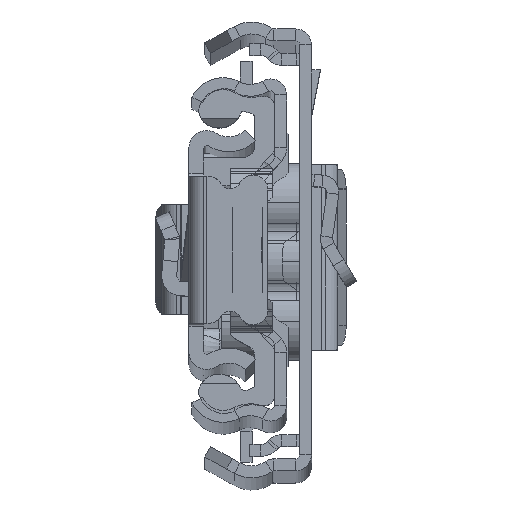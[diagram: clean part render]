
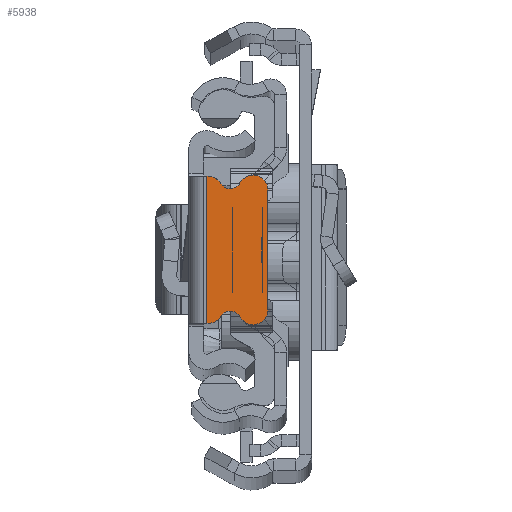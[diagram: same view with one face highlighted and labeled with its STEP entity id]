
A CAD part, top view. The second image highlights one B-rep face of the part: STEP entity #5938.
In plain terms, the highlighted planar face has unit normal (0, 0, 1).
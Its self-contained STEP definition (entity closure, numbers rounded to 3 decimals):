
#1210 = AXIS2_PLACEMENT_3D ( 'NONE', #14480, #2524, #16764 ) ;
#1552 = EDGE_CURVE ( 'NONE', #21295, #19539, #16740, .T. ) ;
#1696 = CARTESIAN_POINT ( 'NONE',  ( -7.929, -6., 0. ) ) ;
#2524 = DIRECTION ( 'NONE',  ( 0., 0., -1. ) ) ;
#2686 = DIRECTION ( 'NONE',  ( 0., 0., 1. ) ) ;
#2875 = CARTESIAN_POINT ( 'NONE',  ( 694.071, 0., 0. ) ) ;
#2881 = EDGE_CURVE ( 'NONE', #3731, #16966, #22037, .T. ) ;
#2935 = EDGE_CURVE ( 'NONE', #5604, #5233, #18338, .T. ) ;
#2938 = CARTESIAN_POINT ( 'NONE',  ( -1.929, 5.87, 0. ) ) ;
#3060 = CARTESIAN_POINT ( 'NONE',  ( -3.206, 6.658, 0. ) ) ;
#3102 = AXIS2_PLACEMENT_3D ( 'NONE', #2875, #6759, #14969 ) ;
#3268 = ORIENTED_EDGE ( 'NONE', *, *, #6327, .T. ) ;
#3346 = CARTESIAN_POINT ( 'NONE',  ( -6.429, 6., 0. ) ) ;
#3731 = VERTEX_POINT ( 'NONE', #14836 ) ;
#3878 = VECTOR ( 'NONE', #15752, 1000. ) ;
#4305 = CARTESIAN_POINT ( 'NONE',  ( -1.929, -5.87, 0. ) ) ;
#4567 = DIRECTION ( 'NONE',  ( 1., 0., 0. ) ) ;
#5233 = VERTEX_POINT ( 'NONE', #12379 ) ;
#5339 = DIRECTION ( 'NONE',  ( 0., 0., 1. ) ) ;
#5604 = VERTEX_POINT ( 'NONE', #7316 ) ;
#5885 = ORIENTED_EDGE ( 'NONE', *, *, #2935, .T. ) ;
#5938 = ADVANCED_FACE ( 'NONE', ( #14581 ), #21148, .T. ) ;
#6327 = EDGE_CURVE ( 'NONE', #14915, #14401, #6565, .T. ) ;
#6565 = CIRCLE ( 'NONE', #8255, 1.5 ) ;
#6759 = DIRECTION ( 'NONE',  ( 0., 0., 1. ) ) ;
#6839 = DIRECTION ( 'NONE',  ( 1., 0., 0. ) ) ;
#7316 = CARTESIAN_POINT ( 'NONE',  ( -3.206, -6.658, 0. ) ) ;
#7326 = DIRECTION ( 'NONE',  ( -1., 0., 0. ) ) ;
#8039 = VERTEX_POINT ( 'NONE', #16605 ) ;
#8255 = AXIS2_PLACEMENT_3D ( 'NONE', #2938, #17974, #15423 ) ;
#8577 = CARTESIAN_POINT ( 'NONE',  ( -1.929, 7.37, 0. ) ) ;
#8838 = CARTESIAN_POINT ( 'NONE',  ( -1.929, 7.37, 0. ) ) ;
#9871 = DIRECTION ( 'NONE',  ( -1., 0., 0. ) ) ;
#10043 = CARTESIAN_POINT ( 'NONE',  ( -5.109, -6.713, 0. ) ) ;
#10207 = ORIENTED_EDGE ( 'NONE', *, *, #26051, .T. ) ;
#10678 = CARTESIAN_POINT ( 'NONE',  ( -6.429, -6., 0. ) ) ;
#11177 = VECTOR ( 'NONE', #6839, 1000. ) ;
#11281 = AXIS2_PLACEMENT_3D ( 'NONE', #23391, #18869, #19256 ) ;
#12123 = CARTESIAN_POINT ( 'NONE',  ( -1.929, -7.37, 0. ) ) ;
#12144 = CIRCLE ( 'NONE', #11281, 1.1 ) ;
#12379 = CARTESIAN_POINT ( 'NONE',  ( -1.929, -7.37, 0. ) ) ;
#12441 = CIRCLE ( 'NONE', #23954, 1.5 ) ;
#12835 = VERTEX_POINT ( 'NONE', #10043 ) ;
#13726 = AXIS2_PLACEMENT_3D ( 'NONE', #3346, #5339, #7326 ) ;
#13898 = EDGE_CURVE ( 'NONE', #14915, #3731, #15058, .T. ) ;
#14102 = VECTOR ( 'NONE', #16314, 1000. ) ;
#14401 = VERTEX_POINT ( 'NONE', #3060 ) ;
#14480 = CARTESIAN_POINT ( 'NONE',  ( -4.142, -7.236, 0. ) ) ;
#14581 = FACE_OUTER_BOUND ( 'NONE', #26211, .T. ) ;
#14836 = CARTESIAN_POINT ( 'NONE',  ( -1.75, 7.37, 0. ) ) ;
#14889 = CARTESIAN_POINT ( 'NONE',  ( -1.75, -7.37, 0. ) ) ;
#14915 = VERTEX_POINT ( 'NONE', #8577 ) ;
#14969 = DIRECTION ( 'NONE',  ( 1., 0., 0. ) ) ;
#15058 = LINE ( 'NONE', #8838, #11177 ) ;
#15200 = ORIENTED_EDGE ( 'NONE', *, *, #2881, .F. ) ;
#15423 = DIRECTION ( 'NONE',  ( -1., 0., 0. ) ) ;
#15752 = DIRECTION ( 'NONE',  ( 0., -1., 0. ) ) ;
#16121 = LINE ( 'NONE', #12123, #19503 ) ;
#16314 = DIRECTION ( 'NONE',  ( 0., -1., 0. ) ) ;
#16605 = CARTESIAN_POINT ( 'NONE',  ( -7.929, -6., 0. ) ) ;
#16611 = AXIS2_PLACEMENT_3D ( 'NONE', #4305, #2686, #4567 ) ;
#16740 = CIRCLE ( 'NONE', #13726, 1.5 ) ;
#16764 = DIRECTION ( 'NONE',  ( -1., 0., 0. ) ) ;
#16966 = VERTEX_POINT ( 'NONE', #14889 ) ;
#17234 = ORIENTED_EDGE ( 'NONE', *, *, #21306, .T. ) ;
#17244 = ORIENTED_EDGE ( 'NONE', *, *, #1552, .T. ) ;
#17369 = CIRCLE ( 'NONE', #1210, 1.1 ) ;
#17835 = EDGE_CURVE ( 'NONE', #16966, #5233, #16121, .T. ) ;
#17974 = DIRECTION ( 'NONE',  ( 0., 0., 1. ) ) ;
#18338 = CIRCLE ( 'NONE', #16611, 1.5 ) ;
#18821 = DIRECTION ( 'NONE',  ( 0., 0., 1. ) ) ;
#18869 = DIRECTION ( 'NONE',  ( 0., 0., -1. ) ) ;
#18983 = CARTESIAN_POINT ( 'NONE',  ( -7.929, 6., 0. ) ) ;
#18993 = ORIENTED_EDGE ( 'NONE', *, *, #13898, .F. ) ;
#19256 = DIRECTION ( 'NONE',  ( 1., 0., 0. ) ) ;
#19503 = VECTOR ( 'NONE', #9871, 1000. ) ;
#19539 = VERTEX_POINT ( 'NONE', #18983 ) ;
#19619 = ORIENTED_EDGE ( 'NONE', *, *, #17835, .F. ) ;
#20206 = ORIENTED_EDGE ( 'NONE', *, *, #20683, .T. ) ;
#20683 = EDGE_CURVE ( 'NONE', #19539, #8039, #24328, .T. ) ;
#21148 = PLANE ( 'NONE',  #3102 ) ;
#21295 = VERTEX_POINT ( 'NONE', #25088 ) ;
#21306 = EDGE_CURVE ( 'NONE', #8039, #12835, #12441, .T. ) ;
#22037 = LINE ( 'NONE', #24038, #3878 ) ;
#23391 = CARTESIAN_POINT ( 'NONE',  ( -4.142, 7.236, 0. ) ) ;
#23954 = AXIS2_PLACEMENT_3D ( 'NONE', #10678, #18821, #24962 ) ;
#23966 = EDGE_CURVE ( 'NONE', #14401, #21295, #12144, .T. ) ;
#24038 = CARTESIAN_POINT ( 'NONE',  ( -1.75, 0., 0. ) ) ;
#24328 = LINE ( 'NONE', #1696, #14102 ) ;
#24586 = ORIENTED_EDGE ( 'NONE', *, *, #23966, .T. ) ;
#24962 = DIRECTION ( 'NONE',  ( 1., 0., 0. ) ) ;
#25088 = CARTESIAN_POINT ( 'NONE',  ( -5.109, 6.713, 0. ) ) ;
#26051 = EDGE_CURVE ( 'NONE', #12835, #5604, #17369, .T. ) ;
#26211 = EDGE_LOOP ( 'NONE', ( #15200, #18993, #3268, #24586, #17244, #20206, #17234, #10207, #5885, #19619 ) ) ;
